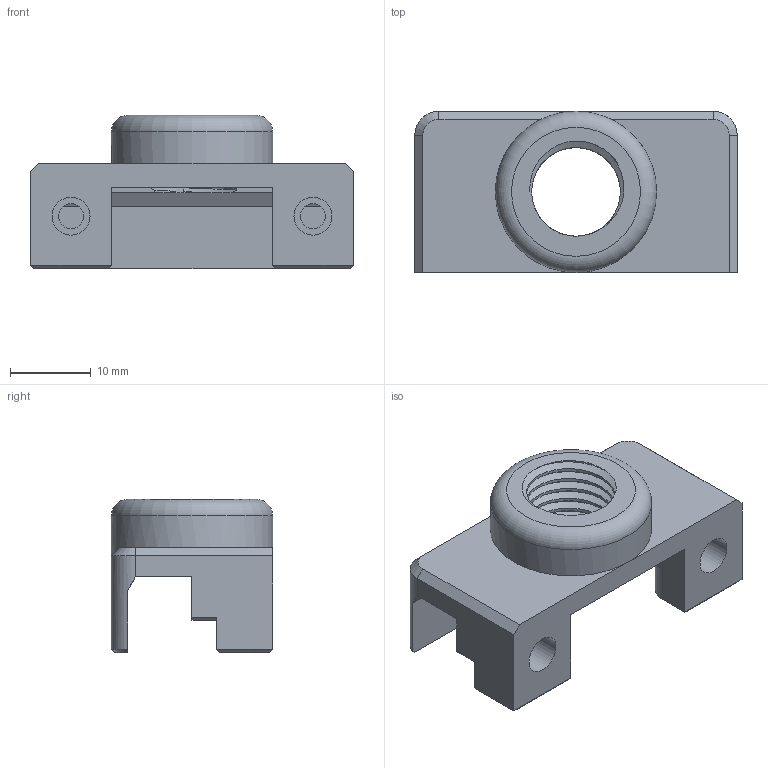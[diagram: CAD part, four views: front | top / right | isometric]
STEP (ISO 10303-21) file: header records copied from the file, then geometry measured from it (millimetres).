
FILE_DESCRIPTION(/* description */ ('','CAx-IF Rec.Pracs.---Representation and Presentation of Product Manufacturing Information (PMI)---4.0---2014-10-13'),/* implementation_level */ '2;1');
FILE_NAME(/* name */ '',/* time_stamp */ '2025-02-06T12:36:33+03:00',/* author */ (''),/* organization */ (''),/* preprocessor_version */ 'ST-DEVELOPER v20',/* originating_system */ 'Autodesk Translation Framework v13.20.0.188',/* authorisation */ '');
FILE_SCHEMA (('AP242_MANAGED_MODEL_BASED_3D_ENGINEERING_MIM_LF { 1 0 10303 442 1 1 4 }'));
Length unit declared in the file: millimetre
Products named in the file (1): Copy of 辫子支架A^辫子支架 
- 副本
Bounding box: 40 x 20 x 19 mm (x, y, z)
Volume: 5644.4 mm3; surface area: 4257.4 mm2
Topology: 1 solids, 1 shells, 75 faces, 197 edges, 125 vertices
Faces by surface type: plane 46, cylinder 18, cone 6, bspline 4, torus 1
Full cylindrical faces by diameter (mm): 3.1 x2, 4.7 x2, 11 x5, 20 x1
Entity records: 3536 total; most frequent: CARTESIAN_POINT 1692, ORIENTED_EDGE 394, DIRECTION 352, EDGE_CURVE 197, VERTEX_POINT 125, LINE 124, VECTOR 124, AXIS2_PLACEMENT_3D 114
